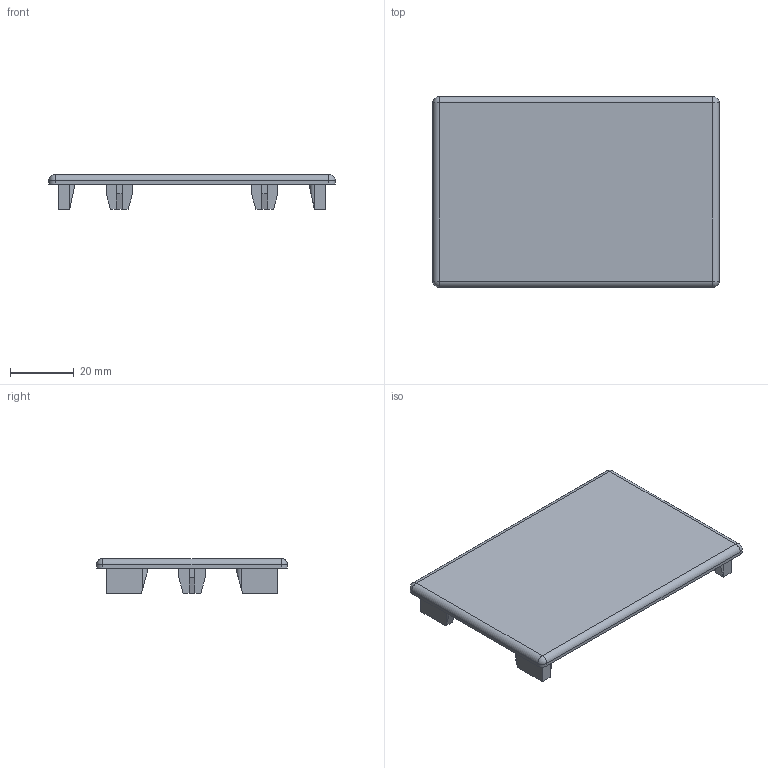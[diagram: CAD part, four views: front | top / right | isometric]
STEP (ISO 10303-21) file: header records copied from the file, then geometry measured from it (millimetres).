
FILE_DESCRIPTION(/* description */ ('TAPPO 60X90 GRIGIO'),/* implementation_level */ '2;1');
FILE_NAME(/* name */ 'DTPTR0000068.stp',/* time_stamp */ '2018-10-26T11:03:33+02:00',/* author */ ('fzagni'),/* organization */ (''),/* preprocessor_version */ 'ST-DEVELOPER v16.1',/* originating_system */ 'Autodesk Inventor 2016',/* authorisation */ '');
FILE_SCHEMA (('AUTOMOTIVE_DESIGN { 1 0 10303 214 3 1 1 }'));
Length unit declared in the file: millimetre
Products named in the file (1): DTPTR0000068
Bounding box: 90 x 60 x 11 mm (x, y, z)
Volume: 17599.5 mm3; surface area: 12862.7 mm2
Topology: 1 solids, 1 shells, 88 faces, 224 edges, 144 vertices
Faces by surface type: plane 64, cylinder 20, sphere 4
Entity records: 2648 total; most frequent: CARTESIAN_POINT 457, ORIENTED_EDGE 448, DIRECTION 446, EDGE_CURVE 224, LINE 180, VECTOR 180, VERTEX_POINT 144, AXIS2_PLACEMENT_3D 133
